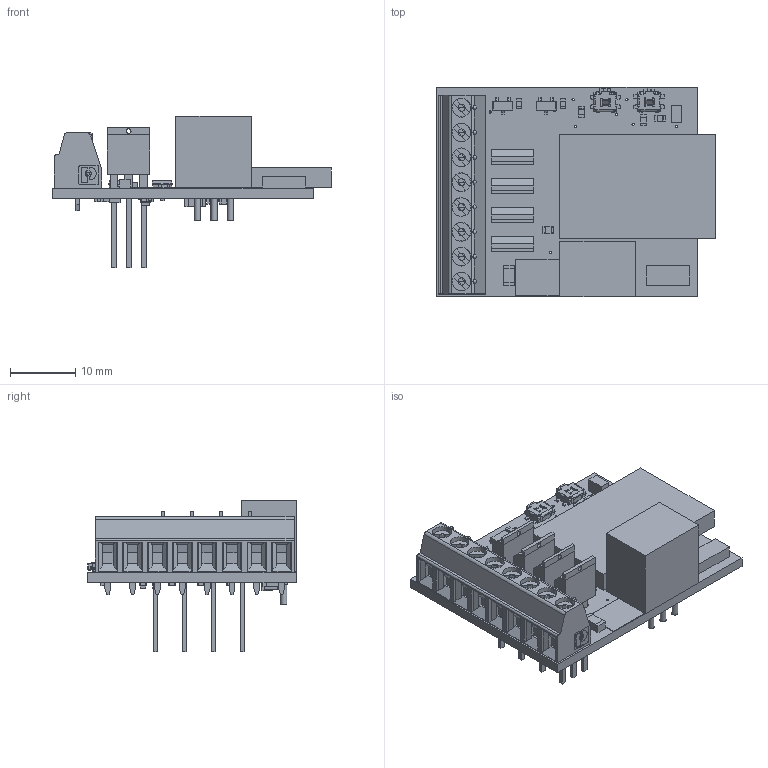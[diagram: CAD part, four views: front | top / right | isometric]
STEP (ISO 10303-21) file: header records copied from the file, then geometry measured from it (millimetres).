
FILE_DESCRIPTION(/* description */ (''),/* implementation_level */ '2;1');
FILE_NAME(/* name */ 'RGBW_Controller.step',/* time_stamp */ '2021-02-07T17:20:58+01:00',/* author */ (''),/* organization */ (''),/* preprocessor_version */ 'ST-DEVELOPER v18.1',/* originating_system */ 'Autodesk Translation Framework v9.7.1.1290',/* authorisation */ '');
FILE_SCHEMA (('AUTOMOTIVE_DESIGN { 1 0 10303 214 3 1 1 }'));
Length unit declared in the file: millimetre
Products named in the file (44): main; Board; Packages; TO229P239X654X978-3P; Tab; Body (1); PinsArray; TO229P239X654X978-3P (1); Tab (1); Body (2); PinsArray (1); TO229P239X654X978-3P (2); Tab (2); Body (3); PinsArray (2); TO229P239X654X978-3P (3); Tab (3); Body (4); PinsArray (3); TO236; SJ; R0603; EVQP7J01P; EVQP7J01P (1); C0603; ESP-12; Body (5); Pins; SHDR8W90P0X381_1X8_3047X730X86; mkds_1-8-3.81; SOP65P210X110-6N; Body; PinsArrayLR; RESC3216X68N; term1; term2; body_1; R0402; RLS126R; MA03-1 ...
Assembly tree (60 placements, depth 4):
  main
    Board
    Packages
      TO229P239X654X978-3P
        Tab
        Body (1)
        PinsArray
      TO229P239X654X978-3P (1)
        Tab (1)
        Body (2)
        PinsArray (1)
      TO229P239X654X978-3P (2)
        Tab (2)
        Body (3)
        PinsArray (2)
      TO229P239X654X978-3P (3)
        Tab (3)
        Body (4)
        PinsArray (3)
      TO236  x2
      SJ
      C0603  x5
      R0603  x11
      EVQP7J01P
      EVQP7J01P (1)
      ESP-12
        Body (5)
        Pins
      SHDR8W90P0X381_1X8_3047X730X86
        mkds_1-8-3.81
      SOP65P210X110-6N
        Body
        PinsArrayLR
      RESC3216X68N
        term1
        term2
        body_1
      R0402  x2
      RLS126R
      MA03-1
      C1206  x2
      R78E3310
        Body (6)
        Leads
Bounding box: 42.8 x 32.15 x 23.19 mm (x, y, z)
Volume: 6261.5 mm3; surface area: 7679.8 mm2
Topology: 92 solids, 92 shells, 2471 faces, 5850 edges, 3616 vertices
Faces by surface type: plane 1645, cylinder 586, sphere 208, bspline 24, cone 8
Full cylindrical faces by diameter (mm): 0.156 x1, 0.35 x17, 0.457 x1, 0.65 x4, 0.72 x4, 0.95 x3, 1.016 x3, 1.1 x16, 1.15 x3, 1.28 x12, 2.8 x8, 2.9 x8
Entity records: 53968 total; most frequent: CARTESIAN_POINT 10008, DIRECTION 8652, ORIENTED_EDGE 8648, EDGE_CURVE 4324, LINE 3544, VECTOR 3544, VERTEX_POINT 2792, AXIS2_PLACEMENT_3D 2554
